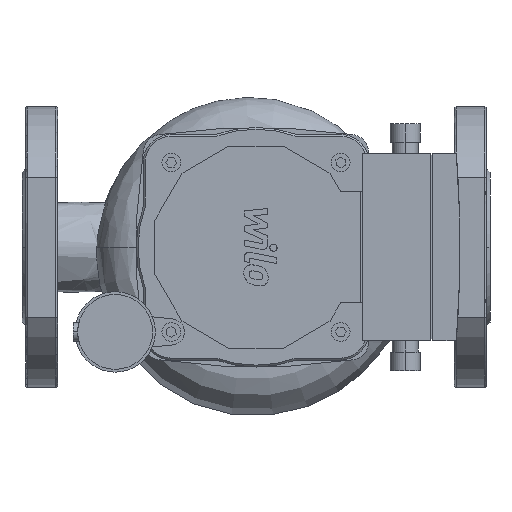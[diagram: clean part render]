
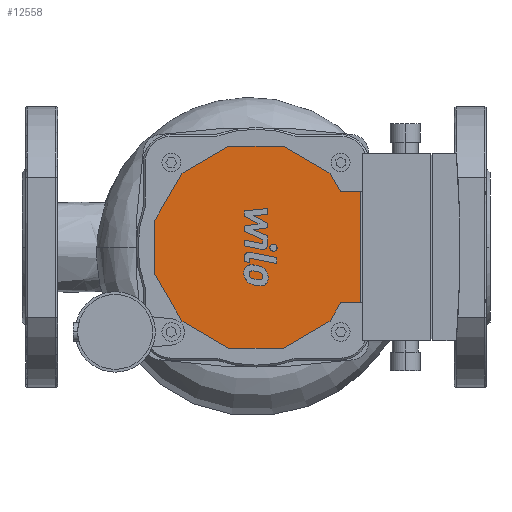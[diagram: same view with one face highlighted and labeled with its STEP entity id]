
A CAD part, front view. The second image highlights one B-rep face of the part: STEP entity #12558.
In plain terms, the highlighted planar face has unit normal (0, -1, 0).
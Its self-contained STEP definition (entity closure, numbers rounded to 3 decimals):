
#12058=CARTESIAN_POINT('',(110.531,-216.0,-54.));
#12059=VERTEX_POINT('',#12058);
#12066=CARTESIAN_POINT('',(85.469,-216.0,-39.531));
#12067=VERTEX_POINT('',#12066);
#12068=CARTESIAN_POINT('',(85.469,-216.0,-39.531));
#12069=DIRECTION('',(0.866,0.0,-0.5));
#12070=VECTOR('',#12069,28.939);
#12071=LINE('',#12068,#12070);
#12072=EDGE_CURVE('',#12067,#12059,#12071,.T.);
#12089=CARTESIAN_POINT('',(139.469,-216.0,-54.));
#12090=VERTEX_POINT('',#12089);
#12097=CARTESIAN_POINT('',(110.531,-216.0,-54.));
#12098=DIRECTION('',(1.0,0.0,0.0));
#12099=VECTOR('',#12098,28.939);
#12100=LINE('',#12097,#12099);
#12101=EDGE_CURVE('',#12059,#12090,#12100,.T.);
#12113=CARTESIAN_POINT('',(164.531,-216.0,-39.531));
#12114=VERTEX_POINT('',#12113);
#12121=CARTESIAN_POINT('',(139.469,-216.0,-54.));
#12122=DIRECTION('',(0.866,0.0,0.5));
#12123=VECTOR('',#12122,28.939);
#12124=LINE('',#12121,#12123);
#12125=EDGE_CURVE('',#12090,#12114,#12124,.T.);
#12153=CARTESIAN_POINT('',(170.207,-216.0,-29.7));
#12154=VERTEX_POINT('',#12153);
#12161=CARTESIAN_POINT('',(164.531,-216.0,-39.531));
#12162=DIRECTION('',(0.5,0.0,0.866));
#12163=VECTOR('',#12162,11.352);
#12164=LINE('',#12161,#12163);
#12165=EDGE_CURVE('',#12114,#12154,#12164,.T.);
#12201=CARTESIAN_POINT('',(164.531,-216.0,39.531));
#12202=VERTEX_POINT('',#12201);
#12209=CARTESIAN_POINT('',(170.207,-216.0,29.7));
#12210=VERTEX_POINT('',#12209);
#12211=CARTESIAN_POINT('',(170.207,-216.0,29.7));
#12212=DIRECTION('',(-0.5,0.0,0.866));
#12213=VECTOR('',#12212,11.352);
#12214=LINE('',#12211,#12213);
#12215=EDGE_CURVE('',#12210,#12202,#12214,.T.);
#12321=CARTESIAN_POINT('',(181.0,-216.0,-29.7));
#12322=VERTEX_POINT('',#12321);
#12329=CARTESIAN_POINT('',(170.207,-216.0,-29.7));
#12330=DIRECTION('',(1.0,0.0,0.0));
#12331=VECTOR('',#12330,10.793);
#12332=LINE('',#12329,#12331);
#12333=EDGE_CURVE('',#12154,#12322,#12332,.T.);
#12363=CARTESIAN_POINT('',(181.0,-216.0,29.7));
#12364=VERTEX_POINT('',#12363);
#12365=CARTESIAN_POINT('',(170.207,-216.0,29.7));
#12366=DIRECTION('',(1.0,0.0,0.0));
#12367=VECTOR('',#12366,10.793);
#12368=LINE('',#12365,#12367);
#12369=EDGE_CURVE('',#12210,#12364,#12368,.T.);
#12390=CARTESIAN_POINT('',(181.0,-216.0,-29.7));
#12391=DIRECTION('',(0.0,0.0,1.0));
#12392=VECTOR('',#12391,59.4);
#12393=LINE('',#12390,#12392);
#12394=EDGE_CURVE('',#12322,#12364,#12393,.T.);
#12405=CARTESIAN_POINT('',(139.469,-216.0,54.));
#12406=VERTEX_POINT('',#12405);
#12413=CARTESIAN_POINT('',(164.531,-216.0,39.531));
#12414=DIRECTION('',(-0.866,0.0,0.5));
#12415=VECTOR('',#12414,28.939);
#12416=LINE('',#12413,#12415);
#12417=EDGE_CURVE('',#12202,#12406,#12416,.T.);
#12429=CARTESIAN_POINT('',(110.531,-216.0,54.));
#12430=VERTEX_POINT('',#12429);
#12437=CARTESIAN_POINT('',(139.469,-216.0,54.));
#12438=DIRECTION('',(-1.0,0.0,0.0));
#12439=VECTOR('',#12438,28.939);
#12440=LINE('',#12437,#12439);
#12441=EDGE_CURVE('',#12406,#12430,#12440,.T.);
#12453=CARTESIAN_POINT('',(85.469,-216.0,39.531));
#12454=VERTEX_POINT('',#12453);
#12461=CARTESIAN_POINT('',(110.531,-216.0,54.));
#12462=DIRECTION('',(-0.866,0.0,-0.5));
#12463=VECTOR('',#12462,28.939);
#12464=LINE('',#12461,#12463);
#12465=EDGE_CURVE('',#12430,#12454,#12464,.T.);
#12477=CARTESIAN_POINT('',(71.,-216.0,14.469));
#12478=VERTEX_POINT('',#12477);
#12485=CARTESIAN_POINT('',(85.469,-216.0,39.531));
#12486=DIRECTION('',(-0.5,0.0,-0.866));
#12487=VECTOR('',#12486,28.939);
#12488=LINE('',#12485,#12487);
#12489=EDGE_CURVE('',#12454,#12478,#12488,.T.);
#12501=CARTESIAN_POINT('',(71.,-216.0,-14.469));
#12502=VERTEX_POINT('',#12501);
#12509=CARTESIAN_POINT('',(71.,-216.0,14.469));
#12510=DIRECTION('',(0.0,0.0,-1.0));
#12511=VECTOR('',#12510,28.939);
#12512=LINE('',#12509,#12511);
#12513=EDGE_CURVE('',#12478,#12502,#12512,.T.);
#12526=CARTESIAN_POINT('',(71.,-216.0,-14.469));
#12527=DIRECTION('',(0.5,0.0,-0.866));
#12528=VECTOR('',#12527,28.939);
#12529=LINE('',#12526,#12528);
#12530=EDGE_CURVE('',#12502,#12067,#12529,.T.);
#12537=CARTESIAN_POINT('',(125.,-216.0,0.));
#12538=DIRECTION('',(0.0,1.0,0.0));
#12539=DIRECTION('',(0.0,0.0,1.0));
#12540=AXIS2_PLACEMENT_3D('',#12537,#12538,#12539);
#12541=PLANE('',#12540);
#12542=ORIENTED_EDGE('',*,*,#12215,.T.);
#12543=ORIENTED_EDGE('',*,*,#12417,.T.);
#12544=ORIENTED_EDGE('',*,*,#12441,.T.);
#12545=ORIENTED_EDGE('',*,*,#12465,.T.);
#12546=ORIENTED_EDGE('',*,*,#12489,.T.);
#12547=ORIENTED_EDGE('',*,*,#12513,.T.);
#12548=ORIENTED_EDGE('',*,*,#12530,.T.);
#12549=ORIENTED_EDGE('',*,*,#12072,.T.);
#12550=ORIENTED_EDGE('',*,*,#12101,.T.);
#12551=ORIENTED_EDGE('',*,*,#12125,.T.);
#12552=ORIENTED_EDGE('',*,*,#12165,.T.);
#12553=ORIENTED_EDGE('',*,*,#12333,.T.);
#12554=ORIENTED_EDGE('',*,*,#12394,.T.);
#12555=ORIENTED_EDGE('',*,*,#12369,.F.);
#12556=EDGE_LOOP('',(#12542,#12543,#12544,#12545,#12546,#12547,#12548,#12549,#12550,#12551,#12552,#12553,#12554,#12555));
#12557=FACE_OUTER_BOUND('',#12556,.T.);
#12558=ADVANCED_FACE('',(#12557),#12541,.F.);
